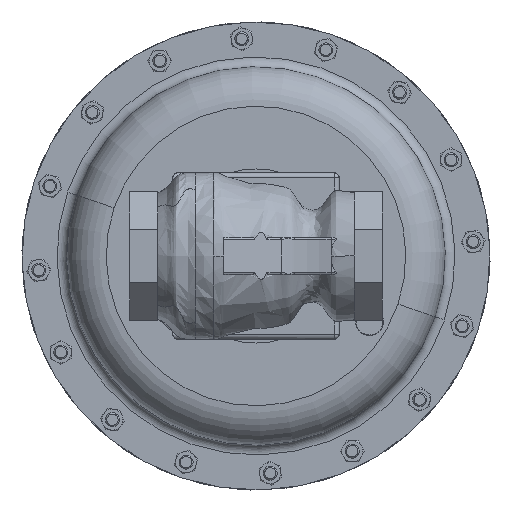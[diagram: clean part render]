
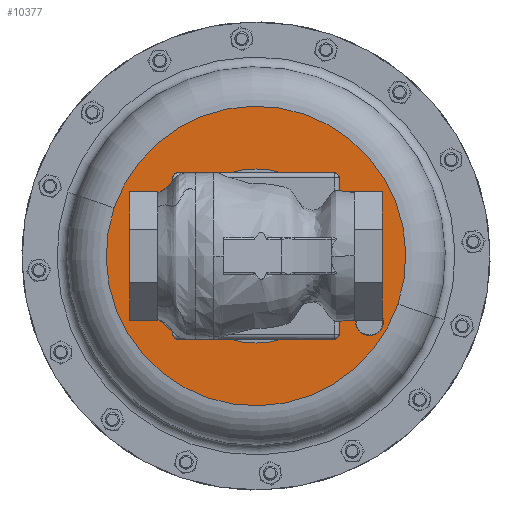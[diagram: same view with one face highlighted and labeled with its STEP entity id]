
A CAD part, front view. The second image highlights one B-rep face of the part: STEP entity #10377.
In plain terms, the highlighted planar face has unit normal (0, -1, 0).
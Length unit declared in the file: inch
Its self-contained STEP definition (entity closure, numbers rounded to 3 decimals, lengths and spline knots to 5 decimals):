
#171 = FACE_BOUND ( 'NONE', #14087, .T. ) ;
#1992 = ORIENTED_EDGE ( 'NONE', *, *, #39201, .F. ) ;
#2319 = ORIENTED_EDGE ( 'NONE', *, *, #8055, .F. ) ;
#2866 = CARTESIAN_POINT ( 'NONE',  ( 0., 8.918, -2.325 ) ) ;
#3288 = CARTESIAN_POINT ( 'NONE',  ( 0., 8.918, 0. ) ) ;
#3475 = EDGE_LOOP ( 'NONE', ( #45409, #30927 ) ) ;
#5021 = DIRECTION ( 'NONE',  ( 0., 1., 0. ) ) ;
#5259 = DIRECTION ( 'NONE',  ( 0., 1., 0. ) ) ;
#6328 = DIRECTION ( 'NONE',  ( 0., -1., 0. ) ) ;
#6577 = VERTEX_POINT ( 'NONE', #2866 ) ;
#6727 = ORIENTED_EDGE ( 'NONE', *, *, #15288, .F. ) ;
#7089 = DIRECTION ( 'NONE',  ( 0.947, 0., -0.321 ) ) ;
#7888 = VERTEX_POINT ( 'NONE', #13333 ) ;
#8055 = EDGE_CURVE ( 'NONE', #6577, #30027, #14421, .T. ) ;
#9827 = DIRECTION ( 'NONE',  ( 0., -1., 0. ) ) ;
#10377 = ADVANCED_FACE ( 'NONE', ( #171, #39014, #28987 ), #40036, .T. ) ;
#11432 = CIRCLE ( 'NONE', #13559, 2.325 ) ;
#12316 = AXIS2_PLACEMENT_3D ( 'NONE', #27493, #5021, #31255 ) ;
#13233 = CARTESIAN_POINT ( 'NONE',  ( 3.03109, 8.918, -1.75 ) ) ;
#13333 = CARTESIAN_POINT ( 'NONE',  ( 2.67599, 8.918, -1.62946 ) ) ;
#13559 = AXIS2_PLACEMENT_3D ( 'NONE', #32300, #9827, #36083 ) ;
#13987 = EDGE_CURVE ( 'NONE', #7888, #20933, #24461, .T. ) ;
#14087 = EDGE_LOOP ( 'NONE', ( #2319, #6727 ) ) ;
#14421 = CIRCLE ( 'NONE', #32525, 2.325 ) ;
#15288 = EDGE_CURVE ( 'NONE', #30027, #6577, #11432, .T. ) ;
#15424 = CIRCLE ( 'NONE', #22235, 0.375 ) ;
#15725 = VERTEX_POINT ( 'NONE', #17692 ) ;
#16623 = AXIS2_PLACEMENT_3D ( 'NONE', #27728, #5259, #31503 ) ;
#17029 = DIRECTION ( 'NONE',  ( 0.947, 0., -0.321 ) ) ;
#17220 = AXIS2_PLACEMENT_3D ( 'NONE', #3288, #29575, #7089 ) ;
#17692 = CARTESIAN_POINT ( 'NONE',  ( -3.78772, 8.918, 1.28576 ) ) ;
#18058 = DIRECTION ( 'NONE',  ( 0., -1., 0. ) ) ;
#18490 = EDGE_CURVE ( 'NONE', #20933, #7888, #15424, .T. ) ;
#18716 = CIRCLE ( 'NONE', #12316, 4. ) ;
#19452 = CARTESIAN_POINT ( 'NONE',  ( 0., 8.918, 2.325 ) ) ;
#20733 = EDGE_LOOP ( 'NONE', ( #1992, #31623 ) ) ;
#20933 = VERTEX_POINT ( 'NONE', #27593 ) ;
#22235 = AXIS2_PLACEMENT_3D ( 'NONE', #13233, #39559, #17029 ) ;
#23832 = VERTEX_POINT ( 'NONE', #33141 ) ;
#24461 = CIRCLE ( 'NONE', #16623, 0.375 ) ;
#25954 = AXIS2_PLACEMENT_3D ( 'NONE', #43790, #6328, #32575 ) ;
#27493 = CARTESIAN_POINT ( 'NONE',  ( 0., 8.918, 0. ) ) ;
#27593 = CARTESIAN_POINT ( 'NONE',  ( 3.38619, 8.918, -1.87054 ) ) ;
#27728 = CARTESIAN_POINT ( 'NONE',  ( 3.03109, 8.918, -1.75 ) ) ;
#28987 = FACE_BOUND ( 'NONE', #3475, .T. ) ;
#29575 = DIRECTION ( 'NONE',  ( 0., 1., 0. ) ) ;
#30027 = VERTEX_POINT ( 'NONE', #19452 ) ;
#30927 = ORIENTED_EDGE ( 'NONE', *, *, #13987, .T. ) ;
#31255 = DIRECTION ( 'NONE',  ( 0.947, 0., -0.321 ) ) ;
#31503 = DIRECTION ( 'NONE',  ( 0.947, 0., -0.321 ) ) ;
#31518 = EDGE_CURVE ( 'NONE', #15725, #23832, #37728, .T. ) ;
#31623 = ORIENTED_EDGE ( 'NONE', *, *, #31518, .F. ) ;
#32300 = CARTESIAN_POINT ( 'NONE',  ( 0., 8.918, 0. ) ) ;
#32525 = AXIS2_PLACEMENT_3D ( 'NONE', #40599, #18058, #44367 ) ;
#32575 = DIRECTION ( 'NONE',  ( -0.947, 0., 0.321 ) ) ;
#33141 = CARTESIAN_POINT ( 'NONE',  ( 3.78772, 8.918, -1.28576 ) ) ;
#36083 = DIRECTION ( 'NONE',  ( 0., 0., -1. ) ) ;
#37728 = CIRCLE ( 'NONE', #17220, 4. ) ;
#39014 = FACE_OUTER_BOUND ( 'NONE', #20733, .T. ) ;
#39201 = EDGE_CURVE ( 'NONE', #23832, #15725, #18716, .T. ) ;
#39559 = DIRECTION ( 'NONE',  ( 0., 1., 0. ) ) ;
#40036 = PLANE ( 'NONE',  #25954 ) ;
#40599 = CARTESIAN_POINT ( 'NONE',  ( 0., 8.918, 0. ) ) ;
#43790 = CARTESIAN_POINT ( 'NONE',  ( -1.28576, 8.918, -3.78772 ) ) ;
#44367 = DIRECTION ( 'NONE',  ( 0., 0., -1. ) ) ;
#45409 = ORIENTED_EDGE ( 'NONE', *, *, #18490, .T. ) ;
